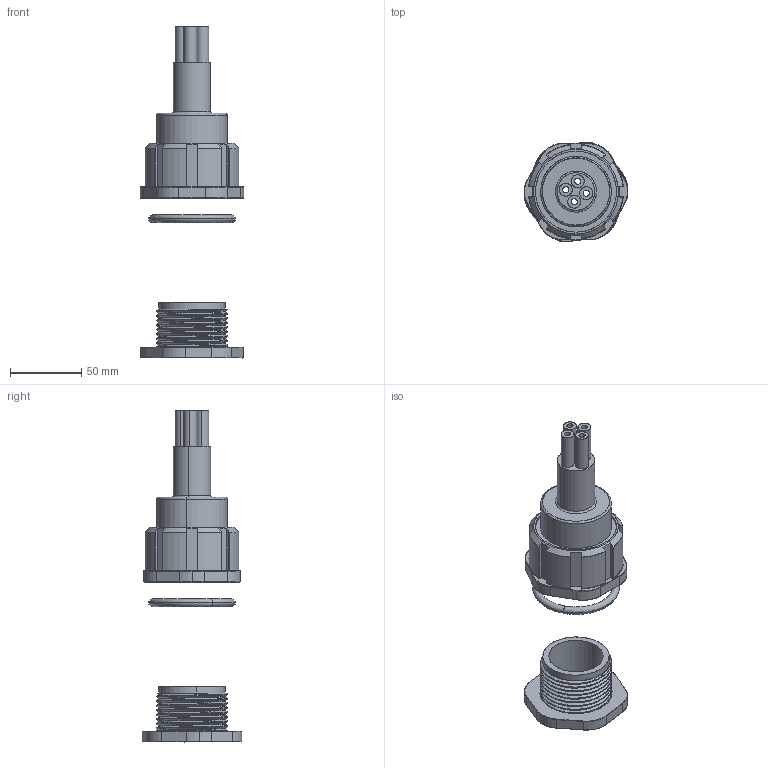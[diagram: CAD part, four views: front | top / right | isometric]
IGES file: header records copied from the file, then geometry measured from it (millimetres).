
Start section: SolidWorks IGES file using analytic representation for surfaces
Global section: file name: 4-NUS-4B.IGS; native system: SolidWorks 2020; preprocessor: SolidWorks 2020; author: office; date: 210528.144703; units: inch
Bounding box: 72.76 x 69.83 x 232.85 mm (x, y, z)
Surface area: 69701 mm2 (no closed solid volume)
Topology: 0 solids, 0 shells, 347 faces, 6385 edges, 6380 vertices
Faces by surface type: revolution 202, bspline 145
